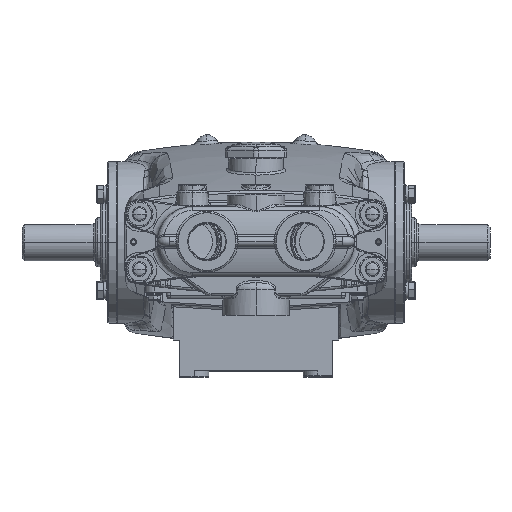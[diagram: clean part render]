
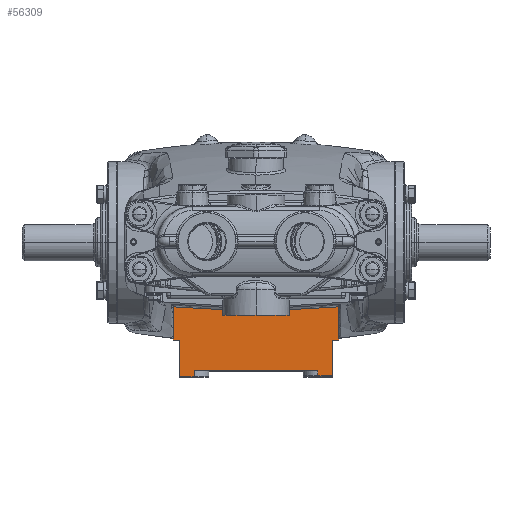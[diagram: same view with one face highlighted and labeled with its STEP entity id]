
A CAD part, top view. The second image highlights one B-rep face of the part: STEP entity #56309.
In plain terms, the highlighted planar face has unit normal (0, 0, 1).
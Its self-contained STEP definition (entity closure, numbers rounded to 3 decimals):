
#1428 = VECTOR ( 'NONE', #2643, 39.37 ) ;
#1520 = EDGE_CURVE ( 'NONE', #48070, #4422, #54471, .T. ) ;
#1686 = LINE ( 'NONE', #43984, #92349 ) ;
#1705 = CARTESIAN_POINT ( 'NONE',  ( 0.444, -2.234, 7.52 ) ) ;
#2643 = DIRECTION ( 'NONE',  ( 0., -1., 0. ) ) ;
#3225 = CARTESIAN_POINT ( 'NONE',  ( -2.658, -2.086, 7.52 ) ) ;
#3721 = ORIENTED_EDGE ( 'NONE', *, *, #68078, .T. ) ;
#4218 = VECTOR ( 'NONE', #31831, 39.37 ) ;
#4422 = VERTEX_POINT ( 'NONE', #90321 ) ;
#4658 = LINE ( 'NONE', #70362, #15534 ) ;
#4691 = FACE_OUTER_BOUND ( 'NONE', #65387, .T. ) ;
#5070 = VECTOR ( 'NONE', #63008, 39.37 ) ;
#5344 = ORIENTED_EDGE ( 'NONE', *, *, #69683, .T. ) ;
#5770 = CARTESIAN_POINT ( 'NONE',  ( -1.988, 19685.039, 7.52 ) ) ;
#6423 = CARTESIAN_POINT ( 'NONE',  ( -2.657, -2.09, 7.52 ) ) ;
#6528 = EDGE_CURVE ( 'NONE', #77407, #48070, #35599, .T. ) ;
#6544 = ORIENTED_EDGE ( 'NONE', *, *, #88468, .F. ) ;
#8653 = CARTESIAN_POINT ( 'NONE',  ( 2.657, 19685.039, 7.52 ) ) ;
#9303 = CARTESIAN_POINT ( 'NONE',  ( 0.888, -2.221, 7.52 ) ) ;
#11437 = CARTESIAN_POINT ( 'NONE',  ( 0., -2.234, 7.52 ) ) ;
#11839 = LINE ( 'NONE', #79672, #17695 ) ;
#13367 = DIRECTION ( 'NONE',  ( -1., 0., 0. ) ) ;
#14543 = ORIENTED_EDGE ( 'NONE', *, *, #1520, .T. ) ;
#14734 = VERTEX_POINT ( 'NONE', #71067 ) ;
#14791 = CARTESIAN_POINT ( 'NONE',  ( 0., -2.234, 7.52 ) ) ;
#15025 = CARTESIAN_POINT ( 'NONE',  ( -2.657, -2.09, 7.52 ) ) ;
#15534 = VECTOR ( 'NONE', #79558, 39.37 ) ;
#15708 = VERTEX_POINT ( 'NONE', #15025 ) ;
#16203 = ORIENTED_EDGE ( 'NONE', *, *, #45085, .F. ) ;
#17695 = VECTOR ( 'NONE', #44947, 39.37 ) ;
#17831 = CARTESIAN_POINT ( 'NONE',  ( -2.657, -3.15, 7.52 ) ) ;
#19607 = CARTESIAN_POINT ( 'NONE',  ( 2.658, -2.084, 7.52 ) ) ;
#20184 = EDGE_CURVE ( 'NONE', #39856, #99656, #31959, .T. ) ;
#20454 = ORIENTED_EDGE ( 'NONE', *, *, #92021, .F. ) ;
#22494 = EDGE_CURVE ( 'NONE', #99114, #76155, #70347, .T. ) ;
#24240 = LINE ( 'NONE', #57341, #4218 ) ;
#26047 = CARTESIAN_POINT ( 'NONE',  ( 2.658, -2.084, 7.52 ) ) ;
#27598 = CARTESIAN_POINT ( 'NONE',  ( 2.657, -2.09, 7.52 ) ) ;
#28014 = VECTOR ( 'NONE', #62245, 39.37 ) ;
#28461 = ORIENTED_EDGE ( 'NONE', *, *, #95523, .F. ) ;
#28780 = CARTESIAN_POINT ( 'NONE',  ( -2.461, -3.15, 7.52 ) ) ;
#29893 = DIRECTION ( 'NONE',  ( 1., 0., 0. ) ) ;
#30417 = CARTESIAN_POINT ( 'NONE',  ( -2.657, -3.15, 7.52 ) ) ;
#30963 = VECTOR ( 'NONE', #62183, 39.37 ) ;
#31831 = DIRECTION ( 'NONE',  ( 1., 0., 0. ) ) ;
#31959 = LINE ( 'NONE', #98171, #78349 ) ;
#33800 = ORIENTED_EDGE ( 'NONE', *, *, #80665, .F. ) ;
#35065 = VERTEX_POINT ( 'NONE', #70914 ) ;
#35599 = B_SPLINE_CURVE_WITH_KNOTS ( 'NONE', 3,
 ( #19607, #42921, #83669, #9303, #1705, #11437 ),
 .UNSPECIFIED., .F., .F.,
 ( 4, 2, 4 ),
 ( 0., 0.034, 0.068 ),
 .UNSPECIFIED. ) ;
#36321 = CARTESIAN_POINT ( 'NONE',  ( -2.657, -2.088, 7.52 ) ) ;
#36736 = CARTESIAN_POINT ( 'NONE',  ( -2.657, 19685.039, 7.52 ) ) ;
#37051 = CARTESIAN_POINT ( 'NONE',  ( -2.658, -2.084, 7.52 ) ) ;
#37654 = EDGE_CURVE ( 'NONE', #99656, #97240, #24240, .T. ) ;
#39543 = DIRECTION ( 'NONE',  ( 0., -1., 0. ) ) ;
#39656 = CARTESIAN_POINT ( 'NONE',  ( 1.988, -4.134, 7.52 ) ) ;
#39856 = VERTEX_POINT ( 'NONE', #28780 ) ;
#40134 = ORIENTED_EDGE ( 'NONE', *, *, #37654, .T. ) ;
#42322 = CARTESIAN_POINT ( 'NONE',  ( -1.988, -4.331, 7.52 ) ) ;
#42921 = CARTESIAN_POINT ( 'NONE',  ( 2.216, -2.134, 7.52 ) ) ;
#43984 = CARTESIAN_POINT ( 'NONE',  ( -1.988, 19685.039, 7.52 ) ) ;
#44147 = VERTEX_POINT ( 'NONE', #39656 ) ;
#44413 = LINE ( 'NONE', #62326, #1428 ) ;
#44816 = CARTESIAN_POINT ( 'NONE',  ( -1.988, -4.291, 7.52 ) ) ;
#44947 = DIRECTION ( 'NONE',  ( 0., -1., 0. ) ) ;
#45085 = EDGE_CURVE ( 'NONE', #35065, #14734, #90618, .T. ) ;
#45205 = CARTESIAN_POINT ( 'NONE',  ( -0.888, -2.221, 7.52 ) ) ;
#48070 = VERTEX_POINT ( 'NONE', #14791 ) ;
#51221 = ORIENTED_EDGE ( 'NONE', *, *, #88409, .T. ) ;
#51583 = CARTESIAN_POINT ( 'NONE',  ( 2.461, -3.15, 7.52 ) ) ;
#51726 = ORIENTED_EDGE ( 'NONE', *, *, #87320, .T. ) ;
#52330 = B_SPLINE_CURVE_WITH_KNOTS ( 'NONE', 3,
 ( #27598, #60167, #101963, #93259 ),
 .UNSPECIFIED., .F., .F.,
 ( 4, 4 ),
 ( 0., 0. ),
 .UNSPECIFIED. ) ;
#53021 = LINE ( 'NONE', #36736, #28014 ) ;
#54471 = B_SPLINE_CURVE_WITH_KNOTS ( 'NONE', 3,
 ( #79934, #85916, #45205, #86977, #70196, #37051 ),
 .UNSPECIFIED., .F., .F.,
 ( 4, 2, 4 ),
 ( 0., 0.034, 0.068 ),
 .UNSPECIFIED. ) ;
#54619 = PLANE ( 'NONE',  #105115 ) ;
#55212 = CARTESIAN_POINT ( 'NONE',  ( -2.461, -4.331, 7.52 ) ) ;
#55941 = LINE ( 'NONE', #71167, #5070 ) ;
#56309 = ADVANCED_FACE ( 'NONE', ( #4691 ), #54619, .F. ) ;
#57341 = CARTESIAN_POINT ( 'NONE',  ( -1.988, -4.331, 7.52 ) ) ;
#57537 = DIRECTION ( 'NONE',  ( 0., -1., 0. ) ) ;
#59397 = EDGE_CURVE ( 'NONE', #4422, #15708, #62143, .T. ) ;
#59408 = VERTEX_POINT ( 'NONE', #105224 ) ;
#60167 = CARTESIAN_POINT ( 'NONE',  ( 2.657, -2.088, 7.52 ) ) ;
#62143 = B_SPLINE_CURVE_WITH_KNOTS ( 'NONE', 3,
 ( #102016, #3225, #36321, #6423 ),
 .UNSPECIFIED., .F., .F.,
 ( 4, 4 ),
 ( 0., 0. ),
 .UNSPECIFIED. ) ;
#62183 = DIRECTION ( 'NONE',  ( 1., 0., 0. ) ) ;
#62245 = DIRECTION ( 'NONE',  ( 0., -1., 0. ) ) ;
#62248 = VECTOR ( 'NONE', #29893, 39.37 ) ;
#62326 = CARTESIAN_POINT ( 'NONE',  ( 1.988, 19685.039, 7.52 ) ) ;
#63008 = DIRECTION ( 'NONE',  ( -1., 0., 0. ) ) ;
#65387 = EDGE_LOOP ( 'NONE', ( #51726, #86457, #20454, #33800, #16203, #5344, #100350, #14543, #78717, #3721, #51221, #65424, #40134, #28461, #6544 ) ) ;
#65424 = ORIENTED_EDGE ( 'NONE', *, *, #20184, .T. ) ;
#68078 = EDGE_CURVE ( 'NONE', #15708, #99605, #53021, .T. ) ;
#69530 = DIRECTION ( 'NONE',  ( 0., -1., 0. ) ) ;
#69683 = EDGE_CURVE ( 'NONE', #35065, #77407, #52330, .T. ) ;
#70196 = CARTESIAN_POINT ( 'NONE',  ( -2.216, -2.134, 7.52 ) ) ;
#70347 = LINE ( 'NONE', #44816, #30963 ) ;
#70362 = CARTESIAN_POINT ( 'NONE',  ( 2.657, -3.15, 7.52 ) ) ;
#70914 = CARTESIAN_POINT ( 'NONE',  ( 2.657, -2.09, 7.52 ) ) ;
#71067 = CARTESIAN_POINT ( 'NONE',  ( 2.657, -3.15, 7.52 ) ) ;
#71167 = CARTESIAN_POINT ( 'NONE',  ( -2.461, -4.134, 7.52 ) ) ;
#76155 = VERTEX_POINT ( 'NONE', #85049 ) ;
#77407 = VERTEX_POINT ( 'NONE', #26047 ) ;
#78349 = VECTOR ( 'NONE', #39543, 39.37 ) ;
#78717 = ORIENTED_EDGE ( 'NONE', *, *, #59397, .T. ) ;
#79558 = DIRECTION ( 'NONE',  ( -1., 0., 0. ) ) ;
#79672 = CARTESIAN_POINT ( 'NONE',  ( 2.461, 19685.039, 7.52 ) ) ;
#79828 = LINE ( 'NONE', #30417, #62248 ) ;
#79934 = CARTESIAN_POINT ( 'NONE',  ( 0., -2.234, 7.52 ) ) ;
#80665 = EDGE_CURVE ( 'NONE', #14734, #90506, #4658, .T. ) ;
#82193 = CARTESIAN_POINT ( 'NONE',  ( 1.988, -4.291, 7.52 ) ) ;
#83669 = CARTESIAN_POINT ( 'NONE',  ( 1.774, -2.171, 7.52 ) ) ;
#85049 = CARTESIAN_POINT ( 'NONE',  ( 2.461, -4.291, 7.52 ) ) ;
#85916 = CARTESIAN_POINT ( 'NONE',  ( -0.444, -2.234, 7.52 ) ) ;
#86457 = ORIENTED_EDGE ( 'NONE', *, *, #22494, .T. ) ;
#86977 = CARTESIAN_POINT ( 'NONE',  ( -1.774, -2.171, 7.52 ) ) ;
#87320 = EDGE_CURVE ( 'NONE', #44147, #99114, #44413, .T. ) ;
#87709 = DIRECTION ( 'NONE',  ( 0., 0., -1. ) ) ;
#88409 = EDGE_CURVE ( 'NONE', #99605, #39856, #79828, .T. ) ;
#88468 = EDGE_CURVE ( 'NONE', #44147, #59408, #55941, .T. ) ;
#90321 = CARTESIAN_POINT ( 'NONE',  ( -2.658, -2.084, 7.52 ) ) ;
#90506 = VERTEX_POINT ( 'NONE', #51583 ) ;
#90618 = LINE ( 'NONE', #8653, #98586 ) ;
#92021 = EDGE_CURVE ( 'NONE', #90506, #76155, #11839, .T. ) ;
#92349 = VECTOR ( 'NONE', #69530, 39.37 ) ;
#93259 = CARTESIAN_POINT ( 'NONE',  ( 2.658, -2.084, 7.52 ) ) ;
#95523 = EDGE_CURVE ( 'NONE', #59408, #97240, #1686, .T. ) ;
#97240 = VERTEX_POINT ( 'NONE', #42322 ) ;
#98171 = CARTESIAN_POINT ( 'NONE',  ( -2.461, 19685.039, 7.52 ) ) ;
#98586 = VECTOR ( 'NONE', #57537, 39.37 ) ;
#99114 = VERTEX_POINT ( 'NONE', #82193 ) ;
#99605 = VERTEX_POINT ( 'NONE', #17831 ) ;
#99656 = VERTEX_POINT ( 'NONE', #55212 ) ;
#100350 = ORIENTED_EDGE ( 'NONE', *, *, #6528, .T. ) ;
#101963 = CARTESIAN_POINT ( 'NONE',  ( 2.658, -2.086, 7.52 ) ) ;
#102016 = CARTESIAN_POINT ( 'NONE',  ( -2.658, -2.084, 7.52 ) ) ;
#105115 = AXIS2_PLACEMENT_3D ( 'NONE', #5770, #87709, #13367 ) ;
#105224 = CARTESIAN_POINT ( 'NONE',  ( -1.988, -4.134, 7.52 ) ) ;
